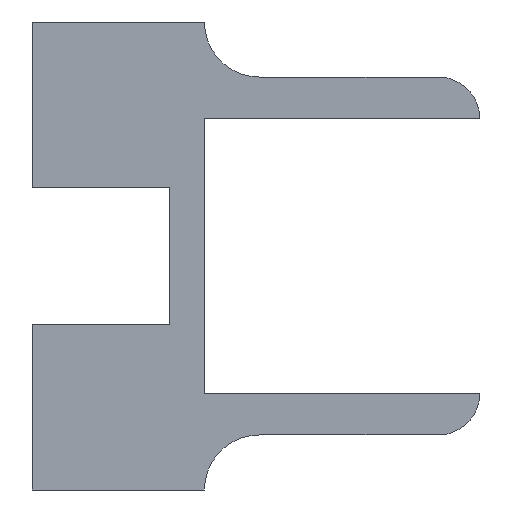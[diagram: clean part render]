
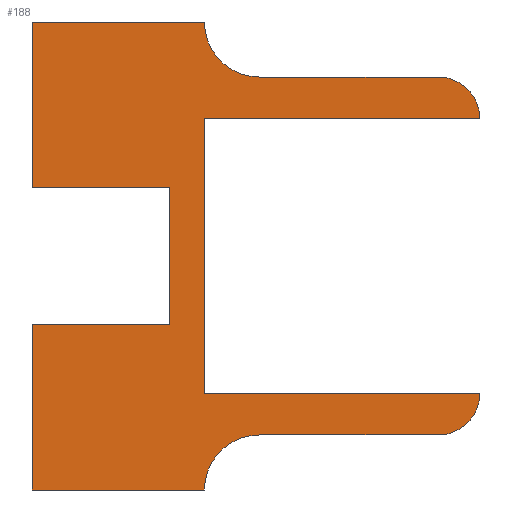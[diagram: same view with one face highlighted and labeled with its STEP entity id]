
A CAD part, left-side view. The second image highlights one B-rep face of the part: STEP entity #188.
In plain terms, the highlighted planar face has unit normal (-1, 0, 0).
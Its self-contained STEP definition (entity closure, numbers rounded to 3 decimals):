
#2 = AXIS2_PLACEMENT_3D ( 'NONE', #763, #1222, #108 ) ;
#7 = VECTOR ( 'NONE', #1258, 1000. ) ;
#19 = DIRECTION ( 'NONE',  ( 0., 0., 1. ) ) ;
#37 = LINE ( 'NONE', #1309, #1035 ) ;
#49 = CARTESIAN_POINT ( 'NONE',  ( -49., 20., 34. ) ) ;
#55 = ORIENTED_EDGE ( 'NONE', *, *, #748, .T. ) ;
#64 = VERTEX_POINT ( 'NONE', #510 ) ;
#74 = DIRECTION ( 'NONE',  ( 0., 0., -1. ) ) ;
#80 = EDGE_CURVE ( 'NONE', #788, #109, #749, .T. ) ;
#91 = VECTOR ( 'NONE', #1147, 1000. ) ;
#108 = DIRECTION ( 'NONE',  ( 0., 0., 1. ) ) ;
#109 = VERTEX_POINT ( 'NONE', #657 ) ;
#121 = LINE ( 'NONE', #696, #481 ) ;
#136 = LINE ( 'NONE', #146, #1283 ) ;
#146 = CARTESIAN_POINT ( 'NONE',  ( -49., -45., -20. ) ) ;
#159 = CARTESIAN_POINT ( 'NONE',  ( -49., -39., -26. ) ) ;
#172 = EDGE_CURVE ( 'NONE', #1484, #109, #958, .T. ) ;
#180 = CARTESIAN_POINT ( 'NONE',  ( -49., -5., 34. ) ) ;
#188 = ADVANCED_FACE ( 'NONE', ( #307 ), #422, .T. ) ;
#199 = CIRCLE ( 'NONE', #1034, 6. ) ;
#210 = ORIENTED_EDGE ( 'NONE', *, *, #345, .T. ) ;
#227 = DIRECTION ( 'NONE',  ( -1., 0., 0. ) ) ;
#234 = DIRECTION ( 'NONE',  ( 0., 0., 1. ) ) ;
#264 = CARTESIAN_POINT ( 'NONE',  ( -49., 20., 10. ) ) ;
#273 = VERTEX_POINT ( 'NONE', #472 ) ;
#287 = ORIENTED_EDGE ( 'NONE', *, *, #359, .F. ) ;
#302 = VERTEX_POINT ( 'NONE', #1490 ) ;
#307 = FACE_OUTER_BOUND ( 'NONE', #1370, .T. ) ;
#318 = CARTESIAN_POINT ( 'NONE',  ( -49., -39., 26. ) ) ;
#329 = VECTOR ( 'NONE', #74, 1000. ) ;
#345 = EDGE_CURVE ( 'NONE', #788, #656, #415, .T. ) ;
#359 = EDGE_CURVE ( 'NONE', #273, #851, #121, .T. ) ;
#361 = ORIENTED_EDGE ( 'NONE', *, *, #655, .T. ) ;
#364 = LINE ( 'NONE', #1264, #522 ) ;
#366 = EDGE_CURVE ( 'NONE', #1431, #928, #478, .T. ) ;
#369 = ORIENTED_EDGE ( 'NONE', *, *, #1462, .F. ) ;
#371 = DIRECTION ( 'NONE',  ( 0., 0., 1. ) ) ;
#415 = CIRCLE ( 'NONE', #1139, 6. ) ;
#422 = PLANE ( 'NONE',  #2 ) ;
#432 = CARTESIAN_POINT ( 'NONE',  ( -49., 20., 0. ) ) ;
#445 = CARTESIAN_POINT ( 'NONE',  ( -49., -45., 20. ) ) ;
#447 = AXIS2_PLACEMENT_3D ( 'NONE', #868, #1353, #1475 ) ;
#468 = DIRECTION ( 'NONE',  ( 0., -1., 0. ) ) ;
#472 = CARTESIAN_POINT ( 'NONE',  ( -49., -5., 20. ) ) ;
#478 = LINE ( 'NONE', #685, #91 ) ;
#481 = VECTOR ( 'NONE', #1389, 1000. ) ;
#510 = CARTESIAN_POINT ( 'NONE',  ( -49., 0., -10. ) ) ;
#513 = ORIENTED_EDGE ( 'NONE', *, *, #172, .T. ) ;
#522 = VECTOR ( 'NONE', #468, 1000. ) ;
#549 = ORIENTED_EDGE ( 'NONE', *, *, #597, .T. ) ;
#597 = EDGE_CURVE ( 'NONE', #928, #64, #719, .T. ) ;
#609 = VERTEX_POINT ( 'NONE', #49 ) ;
#622 = ORIENTED_EDGE ( 'NONE', *, *, #1102, .T. ) ;
#634 = CARTESIAN_POINT ( 'NONE',  ( -49., 0., 10. ) ) ;
#645 = AXIS2_PLACEMENT_3D ( 'NONE', #947, #1408, #371 ) ;
#655 = EDGE_CURVE ( 'NONE', #302, #875, #908, .T. ) ;
#656 = VERTEX_POINT ( 'NONE', #829 ) ;
#657 = CARTESIAN_POINT ( 'NONE',  ( -49., -13., -26. ) ) ;
#660 = CARTESIAN_POINT ( 'NONE',  ( -49., 20., -10. ) ) ;
#661 = LINE ( 'NONE', #1125, #1423 ) ;
#673 = ORIENTED_EDGE ( 'NONE', *, *, #914, .T. ) ;
#685 = CARTESIAN_POINT ( 'NONE',  ( -49., 20., 10. ) ) ;
#696 = CARTESIAN_POINT ( 'NONE',  ( -49., -5., 0. ) ) ;
#700 = CARTESIAN_POINT ( 'NONE',  ( -49., 0., 0. ) ) ;
#705 = CARTESIAN_POINT ( 'NONE',  ( -49., -39., 20. ) ) ;
#719 = LINE ( 'NONE', #700, #1314 ) ;
#729 = CARTESIAN_POINT ( 'NONE',  ( -49., 20., -34. ) ) ;
#748 = EDGE_CURVE ( 'NONE', #1315, #302, #37, .T. ) ;
#749 = LINE ( 'NONE', #950, #1150 ) ;
#762 = ORIENTED_EDGE ( 'NONE', *, *, #366, .T. ) ;
#763 = CARTESIAN_POINT ( 'NONE',  ( -49., 20., 0. ) ) ;
#774 = ORIENTED_EDGE ( 'NONE', *, *, #1415, .T. ) ;
#788 = VERTEX_POINT ( 'NONE', #159 ) ;
#799 = CARTESIAN_POINT ( 'NONE',  ( -49., -5., 34. ) ) ;
#808 = VERTEX_POINT ( 'NONE', #660 ) ;
#828 = DIRECTION ( 'NONE',  ( 0., 1., 0. ) ) ;
#829 = CARTESIAN_POINT ( 'NONE',  ( -49., -45., -20. ) ) ;
#838 = DIRECTION ( 'NONE',  ( 0., 0., -1. ) ) ;
#840 = LINE ( 'NONE', #729, #1168 ) ;
#851 = VERTEX_POINT ( 'NONE', #1212 ) ;
#855 = VECTOR ( 'NONE', #1335, 1000. ) ;
#865 = LINE ( 'NONE', #1077, #855 ) ;
#868 = CARTESIAN_POINT ( 'NONE',  ( -49., -13., -34. ) ) ;
#875 = VERTEX_POINT ( 'NONE', #180 ) ;
#908 = CIRCLE ( 'NONE', #645, 8. ) ;
#914 = EDGE_CURVE ( 'NONE', #808, #1289, #1091, .T. ) ;
#928 = VERTEX_POINT ( 'NONE', #634 ) ;
#931 = DIRECTION ( 'NONE',  ( -1., 0., 0. ) ) ;
#947 = CARTESIAN_POINT ( 'NONE',  ( -49., -13., 34. ) ) ;
#950 = CARTESIAN_POINT ( 'NONE',  ( -49., -45., -26. ) ) ;
#958 = CIRCLE ( 'NONE', #447, 8. ) ;
#977 = DIRECTION ( 'NONE',  ( 0., 1., 0. ) ) ;
#999 = DIRECTION ( 'NONE',  ( 0., 0., -1. ) ) ;
#1000 = ORIENTED_EDGE ( 'NONE', *, *, #1269, .T. ) ;
#1022 = VERTEX_POINT ( 'NONE', #445 ) ;
#1028 = ORIENTED_EDGE ( 'NONE', *, *, #1384, .T. ) ;
#1034 = AXIS2_PLACEMENT_3D ( 'NONE', #705, #931, #19 ) ;
#1035 = VECTOR ( 'NONE', #1281, 1000. ) ;
#1040 = CARTESIAN_POINT ( 'NONE',  ( -49., -5., -34. ) ) ;
#1055 = CARTESIAN_POINT ( 'NONE',  ( -49., -39., -20. ) ) ;
#1077 = CARTESIAN_POINT ( 'NONE',  ( -49., -45., 20. ) ) ;
#1091 = LINE ( 'NONE', #432, #329 ) ;
#1102 = EDGE_CURVE ( 'NONE', #656, #851, #136, .T. ) ;
#1103 = ORIENTED_EDGE ( 'NONE', *, *, #1148, .F. ) ;
#1125 = CARTESIAN_POINT ( 'NONE',  ( -49., 20., 0. ) ) ;
#1139 = AXIS2_PLACEMENT_3D ( 'NONE', #1055, #227, #234 ) ;
#1142 = ORIENTED_EDGE ( 'NONE', *, *, #1391, .T. ) ;
#1147 = DIRECTION ( 'NONE',  ( 0., -1., 0. ) ) ;
#1148 = EDGE_CURVE ( 'NONE', #1022, #273, #865, .T. ) ;
#1150 = VECTOR ( 'NONE', #977, 1000. ) ;
#1168 = VECTOR ( 'NONE', #1191, 1000. ) ;
#1191 = DIRECTION ( 'NONE',  ( 0., -1., 0. ) ) ;
#1212 = CARTESIAN_POINT ( 'NONE',  ( -49., -5., -20. ) ) ;
#1222 = DIRECTION ( 'NONE',  ( -1., 0., 0. ) ) ;
#1235 = LINE ( 'NONE', #799, #7 ) ;
#1258 = DIRECTION ( 'NONE',  ( 0., 1., 0. ) ) ;
#1264 = CARTESIAN_POINT ( 'NONE',  ( -49., 20., -10. ) ) ;
#1269 = EDGE_CURVE ( 'NONE', #1289, #1484, #840, .T. ) ;
#1281 = DIRECTION ( 'NONE',  ( 0., 1., 0. ) ) ;
#1283 = VECTOR ( 'NONE', #828, 1000. ) ;
#1289 = VERTEX_POINT ( 'NONE', #1350 ) ;
#1309 = CARTESIAN_POINT ( 'NONE',  ( -49., -45., 26. ) ) ;
#1314 = VECTOR ( 'NONE', #838, 1000. ) ;
#1315 = VERTEX_POINT ( 'NONE', #318 ) ;
#1333 = ORIENTED_EDGE ( 'NONE', *, *, #80, .F. ) ;
#1335 = DIRECTION ( 'NONE',  ( 0., 1., 0. ) ) ;
#1350 = CARTESIAN_POINT ( 'NONE',  ( -49., 20., -34. ) ) ;
#1353 = DIRECTION ( 'NONE',  ( 1., 0., 0. ) ) ;
#1370 = EDGE_LOOP ( 'NONE', ( #1103, #774, #55, #361, #1028, #1142, #762, #549, #369, #673, #1000, #513, #1333, #210, #622, #287 ) ) ;
#1384 = EDGE_CURVE ( 'NONE', #875, #609, #1235, .T. ) ;
#1389 = DIRECTION ( 'NONE',  ( 0., 0., -1. ) ) ;
#1391 = EDGE_CURVE ( 'NONE', #609, #1431, #661, .T. ) ;
#1408 = DIRECTION ( 'NONE',  ( 1., 0., 0. ) ) ;
#1415 = EDGE_CURVE ( 'NONE', #1022, #1315, #199, .T. ) ;
#1423 = VECTOR ( 'NONE', #999, 1000. ) ;
#1431 = VERTEX_POINT ( 'NONE', #264 ) ;
#1462 = EDGE_CURVE ( 'NONE', #808, #64, #364, .T. ) ;
#1475 = DIRECTION ( 'NONE',  ( 0., 0., 1. ) ) ;
#1484 = VERTEX_POINT ( 'NONE', #1040 ) ;
#1490 = CARTESIAN_POINT ( 'NONE',  ( -49., -13., 26. ) ) ;
